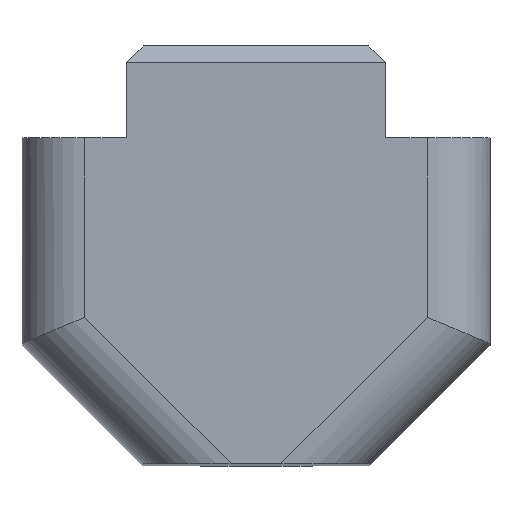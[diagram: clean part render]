
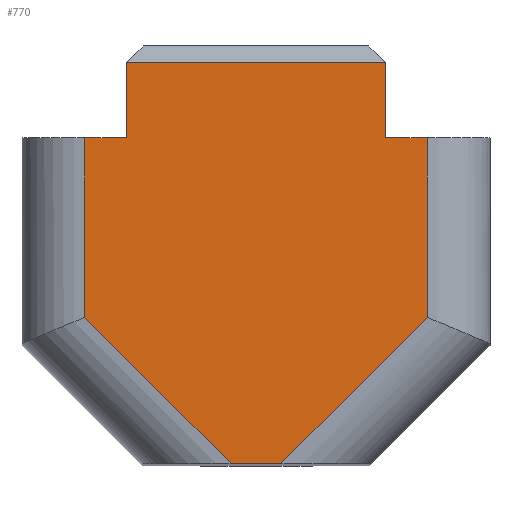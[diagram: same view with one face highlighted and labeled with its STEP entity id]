
A CAD part, top view. The second image highlights one B-rep face of the part: STEP entity #770.
In plain terms, the highlighted planar face has unit normal (0, 0, 1).
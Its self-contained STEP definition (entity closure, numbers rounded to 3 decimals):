
#58=FACE_OUTER_BOUND('',#103,.T.);
#103=EDGE_LOOP('',(#528,#529,#530,#531,#532,#533,#534,#535,#536,#537));
#146=LINE('',#1128,#236);
#156=LINE('',#1147,#246);
#159=LINE('',#1153,#249);
#160=LINE('',#1155,#250);
#161=LINE('',#1157,#251);
#162=LINE('',#1159,#252);
#163=LINE('',#1161,#253);
#164=LINE('',#1163,#254);
#165=LINE('',#1165,#255);
#166=LINE('',#1166,#256);
#236=VECTOR('',#898,10.);
#246=VECTOR('',#916,10.);
#249=VECTOR('',#921,10.);
#250=VECTOR('',#922,10.);
#251=VECTOR('',#923,10.);
#252=VECTOR('',#924,10.);
#253=VECTOR('',#925,10.);
#254=VECTOR('',#926,10.);
#255=VECTOR('',#927,10.);
#256=VECTOR('',#928,10.);
#326=VERTEX_POINT('',#1125);
#327=VERTEX_POINT('',#1127);
#332=VERTEX_POINT('',#1146);
#334=VERTEX_POINT('',#1152);
#335=VERTEX_POINT('',#1154);
#336=VERTEX_POINT('',#1156);
#337=VERTEX_POINT('',#1158);
#338=VERTEX_POINT('',#1160);
#339=VERTEX_POINT('',#1162);
#340=VERTEX_POINT('',#1164);
#397=EDGE_CURVE('',#326,#327,#146,.T.);
#407=EDGE_CURVE('',#332,#327,#156,.T.);
#410=EDGE_CURVE('',#334,#326,#159,.T.);
#411=EDGE_CURVE('',#334,#335,#160,.T.);
#412=EDGE_CURVE('',#336,#335,#161,.T.);
#413=EDGE_CURVE('',#337,#336,#162,.T.);
#414=EDGE_CURVE('',#337,#338,#163,.T.);
#415=EDGE_CURVE('',#339,#338,#164,.T.);
#416=EDGE_CURVE('',#340,#339,#165,.T.);
#417=EDGE_CURVE('',#340,#332,#166,.T.);
#528=ORIENTED_EDGE('',*,*,#397,.F.);
#529=ORIENTED_EDGE('',*,*,#410,.F.);
#530=ORIENTED_EDGE('',*,*,#411,.T.);
#531=ORIENTED_EDGE('',*,*,#412,.F.);
#532=ORIENTED_EDGE('',*,*,#413,.F.);
#533=ORIENTED_EDGE('',*,*,#414,.T.);
#534=ORIENTED_EDGE('',*,*,#415,.F.);
#535=ORIENTED_EDGE('',*,*,#416,.F.);
#536=ORIENTED_EDGE('',*,*,#417,.T.);
#537=ORIENTED_EDGE('',*,*,#407,.T.);
#739=PLANE('',#829);
#770=ADVANCED_FACE('',(#58),#739,.T.);
#829=AXIS2_PLACEMENT_3D('',#1151,#919,#920);
#898=DIRECTION('',(1.,0.,0.));
#916=DIRECTION('',(0.,1.,0.));
#919=DIRECTION('center_axis',(0.,0.,1.));
#920=DIRECTION('ref_axis',(1.,0.,0.));
#921=DIRECTION('',(0.,1.,0.));
#922=DIRECTION('',(-1.,0.,0.));
#923=DIRECTION('',(0.,1.,0.));
#924=DIRECTION('',(-0.707,0.707,0.));
#925=DIRECTION('',(1.,0.,0.));
#926=DIRECTION('',(-0.707,-0.707,0.));
#927=DIRECTION('',(0.,-1.,0.));
#928=DIRECTION('',(-1.,0.,0.));
#1125=CARTESIAN_POINT('',(-1.55,4.9,7.5));
#1127=CARTESIAN_POINT('',(1.55,4.9,7.5));
#1128=CARTESIAN_POINT('',(0.,4.9,7.5));
#1146=CARTESIAN_POINT('',(1.55,4.,7.5));
#1147=CARTESIAN_POINT('',(1.55,4.,7.5));
#1151=CARTESIAN_POINT('Origin',(0.,2.05,7.5));
#1152=CARTESIAN_POINT('',(-1.55,4.,7.5));
#1153=CARTESIAN_POINT('',(-1.55,4.,7.5));
#1154=CARTESIAN_POINT('',(-2.05,4.,7.5));
#1155=CARTESIAN_POINT('',(2.8,4.,7.5));
#1156=CARTESIAN_POINT('',(-2.05,1.852,7.5));
#1157=CARTESIAN_POINT('',(-2.05,3.025,7.5));
#1158=CARTESIAN_POINT('',(-0.298,0.1,7.5));
#1159=CARTESIAN_POINT('',(-1.697,1.499,7.5));
#1160=CARTESIAN_POINT('',(0.298,0.1,7.5));
#1161=CARTESIAN_POINT('',(0.,0.1,7.5));
#1162=CARTESIAN_POINT('',(2.05,1.852,7.5));
#1163=CARTESIAN_POINT('',(0.976,0.778,7.5));
#1164=CARTESIAN_POINT('',(2.05,4.,7.5));
#1165=CARTESIAN_POINT('',(2.05,1.796,7.5));
#1166=CARTESIAN_POINT('',(2.8,4.,7.5));
